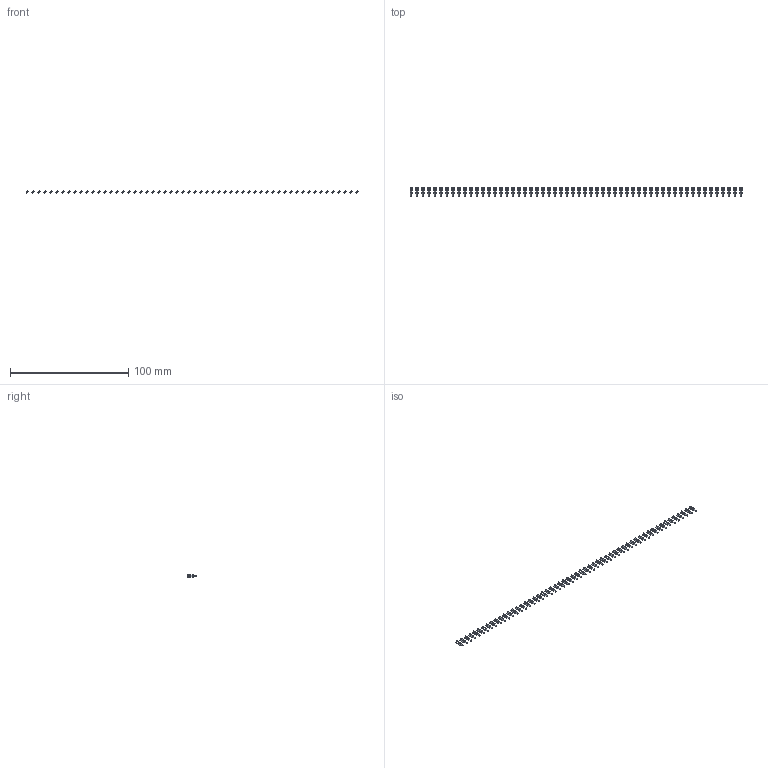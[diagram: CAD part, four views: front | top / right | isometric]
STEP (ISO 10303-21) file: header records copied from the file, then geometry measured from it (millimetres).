
FILE_DESCRIPTION (( 'STEP AP203' ), '1' );
FILE_NAME ('106-056-253-200.STEP', '2020-04-16T20:43:02', ( '' ), ( '' ), 'SwSTEP 2.0', 'SolidWorks 2016', '' );
FILE_SCHEMA (( 'CONFIG_CONTROL_DESIGN' ));
Length unit declared in the file: inch
Products named in the file (2): 106-056-253-200; 100-290-001_100-290-253
Assembly tree (56 placements, depth 2):
  106-056-253-200
    100-290-001_100-290-253  x56
Bounding box: 281.2 x 7.62 x 1.8 mm (x, y, z)
Volume: 309 mm3; surface area: 1926.8 mm2
Topology: 56 solids, 56 shells, 1120 faces, 3024 edges, 2016 vertices
Faces by surface type: plane 1064, cylinder 56
Entity records: 2580 total; most frequent: DIRECTION 214, CARTESIAN_POINT 169, DATE_AND_TIME 122, LOCAL_TIME 122, CALENDAR_DATE 122, COORDINATED_UNIVERSAL_TIME_OFFSET 122, ORIENTED_EDGE 108, AXIS2_PLACEMENT_3D 81
